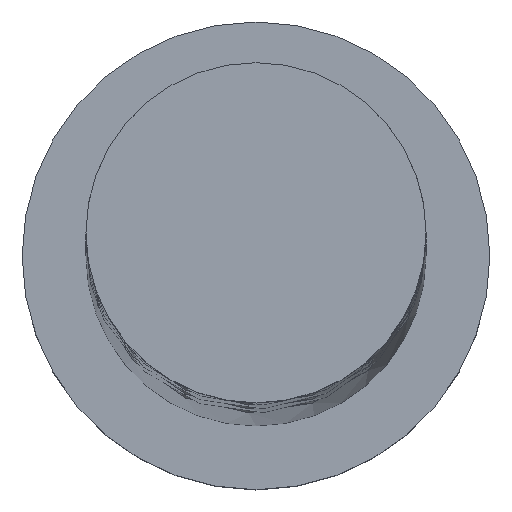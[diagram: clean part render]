
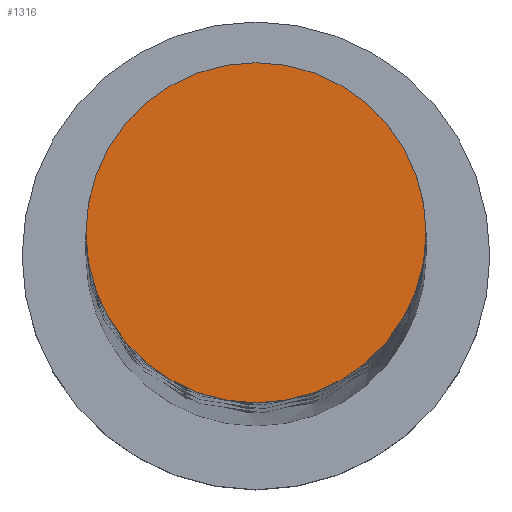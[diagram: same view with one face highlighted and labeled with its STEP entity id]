
A CAD part, top view. The second image highlights one B-rep face of the part: STEP entity #1316.
In plain terms, the highlighted planar face has unit normal (0, 0, 1).
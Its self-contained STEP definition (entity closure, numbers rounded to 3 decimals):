
#187 = EDGE_LOOP ( 'NONE', ( #302, #678 ) ) ;
#194 = CIRCLE ( 'NONE', #1162, 8. ) ;
#302 = ORIENTED_EDGE ( 'NONE', *, *, #1517, .T. ) ;
#408 = DIRECTION ( 'NONE',  ( 0., 0., 1. ) ) ;
#507 = DIRECTION ( 'NONE',  ( 0., 0., 1. ) ) ;
#558 = CARTESIAN_POINT ( 'NONE',  ( 0., 0., 630. ) ) ;
#672 = CARTESIAN_POINT ( 'NONE',  ( 0., 0., 630. ) ) ;
#678 = ORIENTED_EDGE ( 'NONE', *, *, #1567, .T. ) ;
#823 = DIRECTION ( 'NONE',  ( 0., 0., 1. ) ) ;
#926 = VERTEX_POINT ( 'NONE', #1608 ) ;
#1055 = AXIS2_PLACEMENT_3D ( 'NONE', #1236, #408, #1944 ) ;
#1129 = VERTEX_POINT ( 'NONE', #2084 ) ;
#1162 = AXIS2_PLACEMENT_3D ( 'NONE', #558, #823, #1896 ) ;
#1236 = CARTESIAN_POINT ( 'NONE',  ( 0., 0., 630. ) ) ;
#1316 = ADVANCED_FACE ( 'NONE', ( #2110 ), #2083, .T. ) ;
#1517 = EDGE_CURVE ( 'NONE', #1129, #926, #194, .T. ) ;
#1567 = EDGE_CURVE ( 'NONE', #926, #1129, #2122, .T. ) ;
#1608 = CARTESIAN_POINT ( 'NONE',  ( 8., 0., 630. ) ) ;
#1768 = AXIS2_PLACEMENT_3D ( 'NONE', #672, #507, #2070 ) ;
#1896 = DIRECTION ( 'NONE',  ( 1., 0., 0. ) ) ;
#1944 = DIRECTION ( 'NONE',  ( 1., 0., 0. ) ) ;
#2070 = DIRECTION ( 'NONE',  ( 1., 0., 0. ) ) ;
#2083 = PLANE ( 'NONE',  #1055 ) ;
#2084 = CARTESIAN_POINT ( 'NONE',  ( -8., 0., 630. ) ) ;
#2110 = FACE_OUTER_BOUND ( 'NONE', #187, .T. ) ;
#2122 = CIRCLE ( 'NONE', #1768, 8. ) ;
